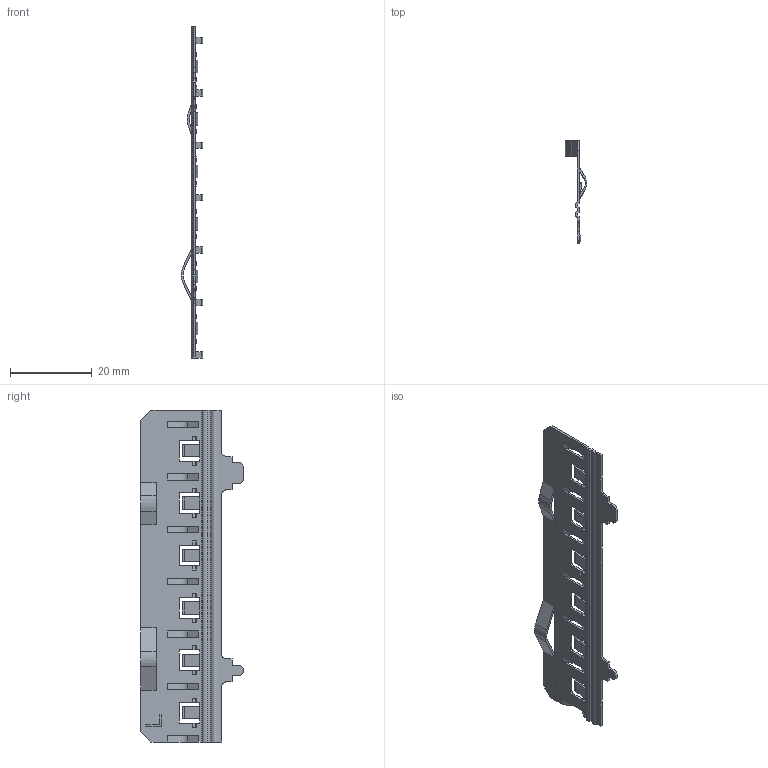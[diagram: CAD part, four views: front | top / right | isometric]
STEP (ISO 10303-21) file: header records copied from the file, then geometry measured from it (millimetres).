
FILE_DESCRIPTION((''),'2;1');
FILE_NAME('4630899191_LSIDE','2008-06-02T',('eake'),(''),'PRO/ENGINEER BY PARAMETRIC TECHNOLOGY CORPORATION, 2005451','PRO/ENGINEER BY PARAMETRIC TECHNOLOGY CORPORATION, 2005451','');
FILE_SCHEMA(('CONFIG_CONTROL_DESIGN'));
Length unit declared in the file: inch
Products named in the file (1): 4630899191_LSIDE
Bounding box: 5.31 x 25.18 x 81.28 mm (x, y, z)
Volume: 917.7 mm3; surface area: 3670 mm2
Topology: 1 solids, 1 shells, 357 faces, 1062 edges, 689 vertices
Faces by surface type: plane 257, cylinder 98, sphere 2
Entity records: 12026 total; most frequent: CARTESIAN_POINT 2250, ORIENTED_EDGE 2120, DIRECTION 1926, EDGE_CURVE 1060, VECTOR 860, LINE 860, VERTEX_POINT 689, AXIS2_PLACEMENT_3D 533
